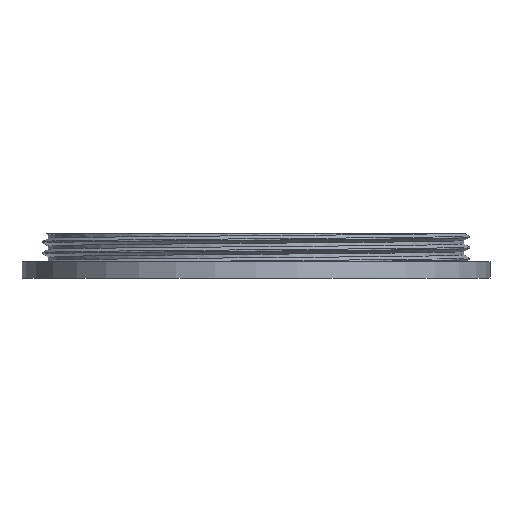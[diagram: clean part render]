
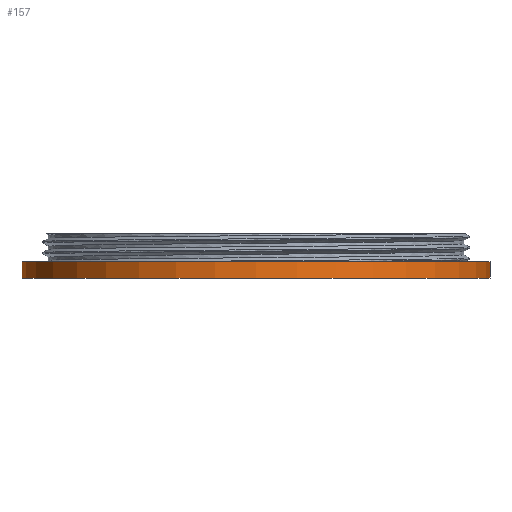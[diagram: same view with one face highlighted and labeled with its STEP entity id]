
A CAD part, front view. The second image highlights one B-rep face of the part: STEP entity #157.
In plain terms, the highlighted cylindrical face has radius 42.5 mm (diameter 85 mm), a full revolution.
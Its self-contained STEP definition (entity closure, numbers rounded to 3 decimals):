
#31=FACE_OUTER_BOUND('',#42,.T.);
#42=EDGE_LOOP('',(#129,#130,#131,#132));
#48=CIRCLE('',#181,42.5);
#50=CIRCLE('',#184,42.5);
#67=LINE('',#2064,#70);
#70=VECTOR('',#209,42.5);
#82=VERTEX_POINT('',#1919);
#84=VERTEX_POINT('',#2063);
#99=EDGE_CURVE('',#82,#82,#48,.T.);
#102=EDGE_CURVE('',#82,#84,#67,.T.);
#103=EDGE_CURVE('',#84,#84,#50,.T.);
#129=ORIENTED_EDGE('',*,*,#99,.F.);
#130=ORIENTED_EDGE('',*,*,#102,.T.);
#131=ORIENTED_EDGE('',*,*,#103,.T.);
#132=ORIENTED_EDGE('',*,*,#102,.F.);
#150=CYLINDRICAL_SURFACE('',#183,42.5);
#157=ADVANCED_FACE('',(#31),#150,.T.);
#181=AXIS2_PLACEMENT_3D('',#1920,#203,#204);
#183=AXIS2_PLACEMENT_3D('',#2062,#207,#208);
#184=AXIS2_PLACEMENT_3D('',#2065,#210,#211);
#203=DIRECTION('center_axis',(0.,0.,1.));
#204=DIRECTION('ref_axis',(-1.,0.,0.));
#207=DIRECTION('center_axis',(0.,0.,1.));
#208=DIRECTION('ref_axis',(-1.,0.,0.));
#209=DIRECTION('',(0.,0.,-1.));
#210=DIRECTION('center_axis',(0.,0.,1.));
#211=DIRECTION('ref_axis',(-1.,0.,0.));
#1919=CARTESIAN_POINT('',(65.,20.,-24.2));
#1920=CARTESIAN_POINT('Origin',(22.5,20.,-24.2));
#2062=CARTESIAN_POINT('Origin',(22.5,20.,-27.2));
#2063=CARTESIAN_POINT('',(65.,20.,-27.2));
#2064=CARTESIAN_POINT('',(65.,20.,-27.2));
#2065=CARTESIAN_POINT('Origin',(22.5,20.,-27.2));
